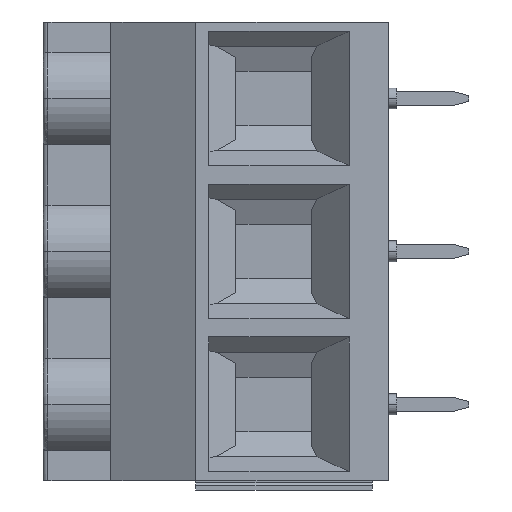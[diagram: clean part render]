
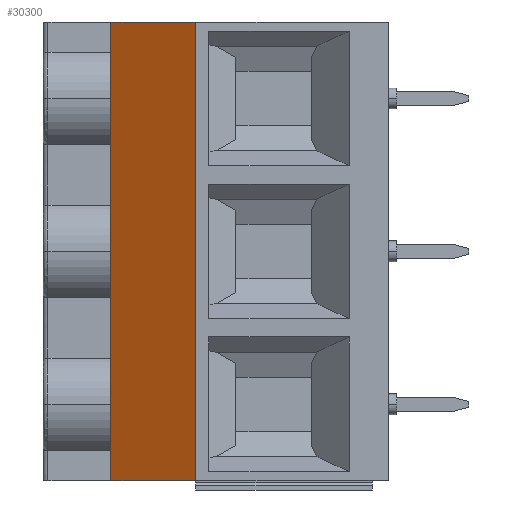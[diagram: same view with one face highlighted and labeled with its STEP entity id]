
A CAD part, left-side view. The second image highlights one B-rep face of the part: STEP entity #30300.
In plain terms, the highlighted planar face has unit normal (-0.866, 0.5, 0).
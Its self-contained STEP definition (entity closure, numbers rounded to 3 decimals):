
#11960=CARTESIAN_POINT('',(21.586,96.138
   ,9.52));
#11970=VERTEX_POINT('',#11960);
#12000=CARTESIAN_POINT('',(21.586,96.138
   ,9.52));
#12010=DIRECTION('',(0.,0.,
   1.));
#12020=VECTOR('',#12010,1.);
#12030=LINE('',#12000,#12020);
#12040=CARTESIAN_POINT('',(21.586,96.138
   ,0.));
#12050=VERTEX_POINT('',#12040);
#12060=EDGE_CURVE('',#12050,#11970,#12030,.T.);
#29760=CARTESIAN_POINT('',(21.586,96.138
   ,0.));
#29770=DIRECTION('',(-0.866,0.5,
   0.));
#29780=DIRECTION('',(0.5,0.866,
   0.));
#29790=AXIS2_PLACEMENT_3D('',#29760,#29770,#29780);
#29800=PLANE('',#29790);
#29810=CARTESIAN_POINT('',(-33.919,
   0.,-14.28));
#29820=DIRECTION('',(0.5,0.866,
   0.));
#29830=VECTOR('',#29820,1.);
#29840=LINE('',#29810,#29830);
#29850=CARTESIAN_POINT('',(18.536,90.855
   ,-14.28));
#29860=VERTEX_POINT('',#29850);
#29870=CARTESIAN_POINT('',(21.586,96.138
   ,-14.28));
#29880=VERTEX_POINT('',#29870);
#29890=EDGE_CURVE('',#29860,#29880,#29840,.T.);
#29900=ORIENTED_EDGE('',*,*,#29890,.F.);
#29910=CARTESIAN_POINT('',(21.586,96.138
   ,0.));
#29920=DIRECTION('',(0.,0.,
   -1.));
#29930=VECTOR('',#29920,1.);
#29940=LINE('',#29910,#29930);
#29950=CARTESIAN_POINT('',(21.586,96.138
   ,-9.52));
#29960=VERTEX_POINT('',#29950);
#29970=EDGE_CURVE('',#29960,#29880,#29940,.T.);
#29980=ORIENTED_EDGE('',*,*,#29970,.T.);
#29990=CARTESIAN_POINT('',(21.586,96.138
   ,0.));
#30000=DIRECTION('',(0.,0.,
   1.));
#30010=VECTOR('',#30000,1.);
#30020=LINE('',#29990,#30010);
#30030=EDGE_CURVE('',#29960,#12050,#30020,.T.);
#30040=ORIENTED_EDGE('',*,*,#30030,.F.);
#30050=ORIENTED_EDGE('',*,*,#12060,.F.);
#30060=CARTESIAN_POINT('',(21.586,96.138
   ,9.52));
#30070=DIRECTION('',(0.,0.,
   1.));
#30080=VECTOR('',#30070,1.);
#30090=LINE('',#30060,#30080);
#30100=CARTESIAN_POINT('',(21.586,96.138
   ,14.28));
#30110=VERTEX_POINT('',#30100);
#30120=EDGE_CURVE('',#11970,#30110,#30090,.T.);
#30130=ORIENTED_EDGE('',*,*,#30120,.F.);
#30140=CARTESIAN_POINT('',(-33.919,
   0.,14.28));
#30150=DIRECTION('',(0.5,0.866,
   0.));
#30160=VECTOR('',#30150,1.);
#30170=LINE('',#30140,#30160);
#30180=CARTESIAN_POINT('',(18.536,90.855
   ,14.28));
#30190=VERTEX_POINT('',#30180);
#30200=EDGE_CURVE('',#30190,#30110,#30170,.T.);
#30210=ORIENTED_EDGE('',*,*,#30200,.T.);
#30220=CARTESIAN_POINT('',(18.536,90.855
   ,-4.52));
#30230=DIRECTION('',(0.,0.,
   1.));
#30240=VECTOR('',#30230,1.);
#30250=LINE('',#30220,#30240);
#30260=EDGE_CURVE('',#29860,#30190,#30250,.T.);
#30270=ORIENTED_EDGE('',*,*,#30260,.T.);
#30280=EDGE_LOOP('',(#30270,#30210,#30130,#30050,#30040,#29980,#29900));
#30290=FACE_OUTER_BOUND('',#30280,.T.);
#30300=ADVANCED_FACE('',(#30290),#29800,.T.);
